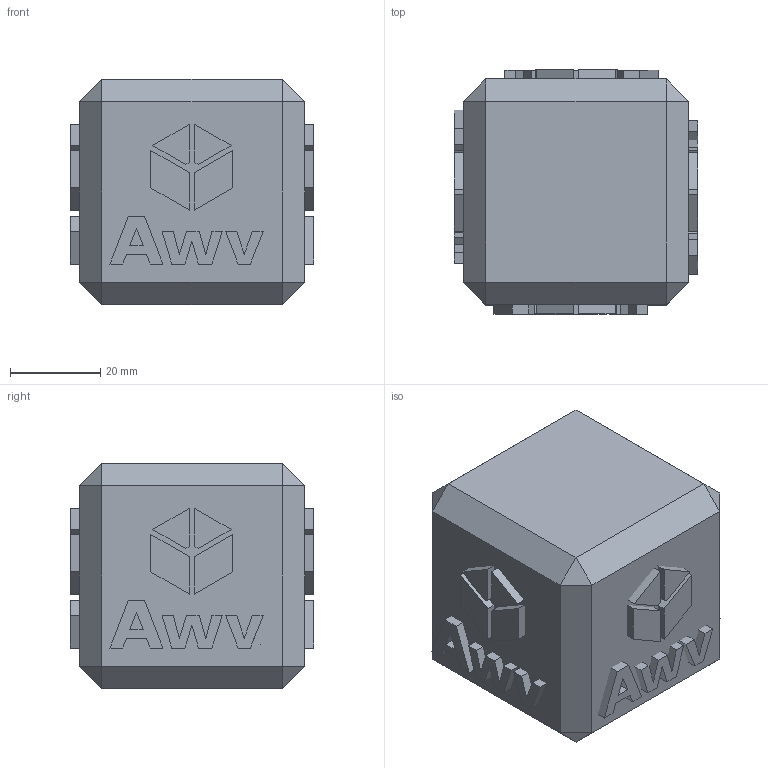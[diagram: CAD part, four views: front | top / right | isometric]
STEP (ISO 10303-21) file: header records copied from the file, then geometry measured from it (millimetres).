
FILE_DESCRIPTION(('STEP'), '1');
FILE_NAME('', '2022-12-05T11:52:04', (''), (''), 'Express v1.0.0.0', 'Express Tool', 'Unknown');
FILE_SCHEMA(('AUTOMOTIVE_DESIGN'));
Length unit declared in the file: millimetre
Products named in the file (3): Cube; AWVLogoV2
Assembly tree (5 placements, depth 2):
  (unnamed)
    Cube
    AWVLogoV2  x4
Bounding box: 54 x 54 x 50 mm (x, y, z)
Volume: 132908.4 mm3; surface area: 27038.1 mm2
Topology: 29 solids, 29 shells, 270 faces, 612 edges, 400 vertices
Faces by surface type: bspline 270
Entity records: 2309 total; most frequent: CARTESIAN_POINT 903, ORIENTED_EDGE 378, EDGE_CURVE 189, B_SPLINE_CURVE_WITH_KNOTS 189, VERTEX_POINT 118, EDGE_LOOP 89, ADVANCED_FACE 87, FACE_OUTER_BOUND 87
